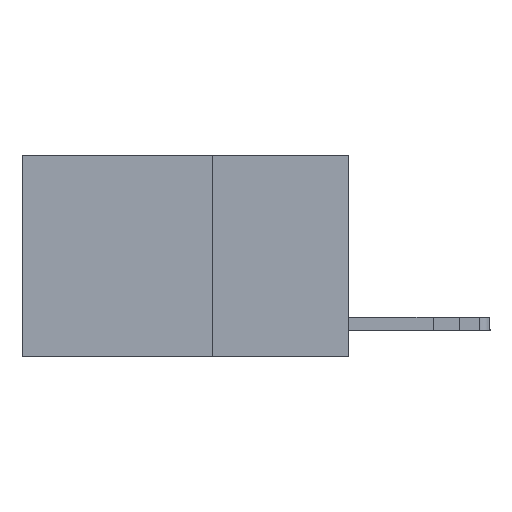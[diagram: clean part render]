
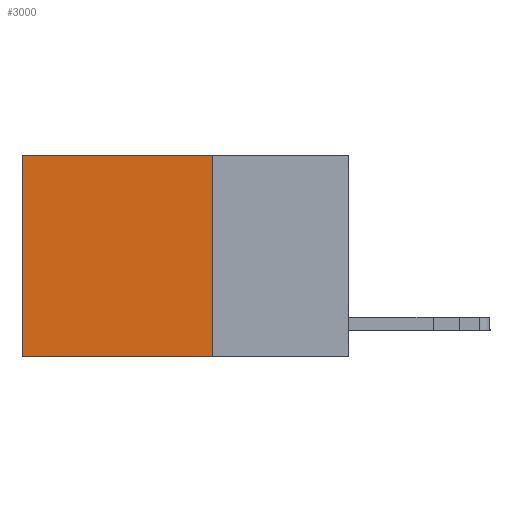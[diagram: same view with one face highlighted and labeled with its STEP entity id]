
A CAD part, left-side view. The second image highlights one B-rep face of the part: STEP entity #3000.
In plain terms, the highlighted planar face has unit normal (-1, 0, 0).
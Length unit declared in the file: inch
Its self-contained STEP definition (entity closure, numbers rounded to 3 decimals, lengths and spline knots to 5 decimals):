
#33 = DIRECTION ( 'NONE',  ( 0., 1., 0. ) ) ;
#590 = EDGE_CURVE ( 'NONE', #8139, #12779, #743, .T. ) ;
#743 = LINE ( 'NONE', #11990, #5798 ) ;
#1085 = VECTOR ( 'NONE', #33, 39.37008 ) ;
#1504 = EDGE_CURVE ( 'NONE', #2446, #8139, #11590, .T. ) ;
#1716 = DIRECTION ( 'NONE',  ( 0., 0., -1. ) ) ;
#2356 = CARTESIAN_POINT ( 'NONE',  ( 0.2625, 0.6, 0. ) ) ;
#2446 = VERTEX_POINT ( 'NONE', #6675 ) ;
#2829 = CARTESIAN_POINT ( 'NONE',  ( 0.2625, 0.6, 0. ) ) ;
#3000 = ADVANCED_FACE ( 'NONE', ( #11152 ), #6575, .F. ) ;
#3008 = CARTESIAN_POINT ( 'NONE',  ( 0.2625, 0.6, -0.37 ) ) ;
#3130 = DIRECTION ( 'NONE',  ( 0., 1., 0. ) ) ;
#3152 = DIRECTION ( 'NONE',  ( 1., 0., 0. ) ) ;
#3894 = CARTESIAN_POINT ( 'NONE',  ( 0.2625, 0.25, -0.37 ) ) ;
#4503 = EDGE_LOOP ( 'NONE', ( #6113, #6799, #4603, #6822 ) ) ;
#4540 = LINE ( 'NONE', #8956, #1085 ) ;
#4603 = ORIENTED_EDGE ( 'NONE', *, *, #1504, .F. ) ;
#4878 = VERTEX_POINT ( 'NONE', #2356 ) ;
#5556 = CARTESIAN_POINT ( 'NONE',  ( 0.2625, 0.25, 0. ) ) ;
#5777 = LINE ( 'NONE', #2829, #5805 ) ;
#5798 = VECTOR ( 'NONE', #3130, 39.37008 ) ;
#5805 = VECTOR ( 'NONE', #13383, 39.37008 ) ;
#6113 = ORIENTED_EDGE ( 'NONE', *, *, #8440, .T. ) ;
#6223 = CARTESIAN_POINT ( 'NONE',  ( 0.2625, 0.25, 0. ) ) ;
#6575 = PLANE ( 'NONE',  #13803 ) ;
#6675 = CARTESIAN_POINT ( 'NONE',  ( 0.2625, 0.25, 0. ) ) ;
#6799 = ORIENTED_EDGE ( 'NONE', *, *, #590, .F. ) ;
#6822 = ORIENTED_EDGE ( 'NONE', *, *, #13660, .T. ) ;
#8139 = VERTEX_POINT ( 'NONE', #3894 ) ;
#8440 = EDGE_CURVE ( 'NONE', #4878, #12779, #5777, .T. ) ;
#8956 = CARTESIAN_POINT ( 'NONE',  ( 0.2625, 0.25, 0. ) ) ;
#9810 = DIRECTION ( 'NONE',  ( 0., 0., -1. ) ) ;
#11152 = FACE_OUTER_BOUND ( 'NONE', #4503, .T. ) ;
#11590 = LINE ( 'NONE', #6223, #12448 ) ;
#11990 = CARTESIAN_POINT ( 'NONE',  ( 0.2625, 0.25, -0.37 ) ) ;
#12448 = VECTOR ( 'NONE', #1716, 39.37008 ) ;
#12779 = VERTEX_POINT ( 'NONE', #3008 ) ;
#13383 = DIRECTION ( 'NONE',  ( 0., 0., -1. ) ) ;
#13660 = EDGE_CURVE ( 'NONE', #2446, #4878, #4540, .T. ) ;
#13803 = AXIS2_PLACEMENT_3D ( 'NONE', #5556, #3152, #9810 ) ;
